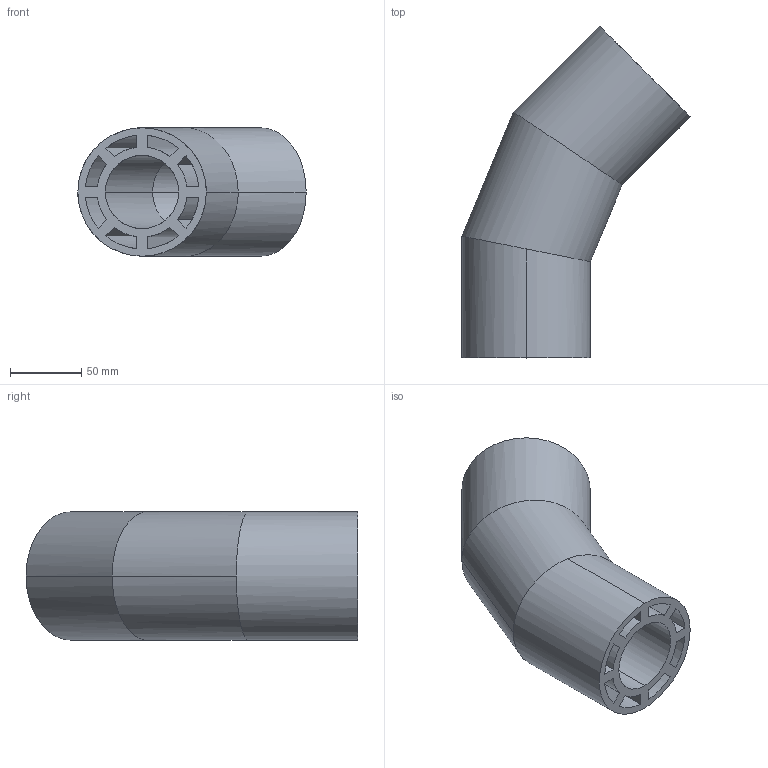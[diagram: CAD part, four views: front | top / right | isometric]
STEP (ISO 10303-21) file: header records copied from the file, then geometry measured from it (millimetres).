
FILE_DESCRIPTION (( 'STEP AP203' ), '1' );
FILE_NAME ('--7862338.STEP', '2015-03-19T18:03:26', ( 'enduser' ), ( '' ), 'SwSTEP 2.0', 'SolidWorks 2014', '' );
FILE_SCHEMA (( 'CONFIG_CONTROL_DESIGN' ));
Length unit declared in the file: inch
Products named in the file (1): --7862338
Bounding box: 159.79 x 232.27 x 89.92 mm (x, y, z)
Volume: 666314.8 mm3; surface area: 212679.5 mm2
Topology: 1 solids, 1 shells, 102 faces, 248 edges, 148 vertices
Faces by surface type: cylinder 60, plane 42
Entity records: 3011 total; most frequent: CARTESIAN_POINT 631, ORIENTED_EDGE 496, DIRECTION 450, EDGE_CURVE 248, LINE 164, VECTOR 164, VERTEX_POINT 148, AXIS2_PLACEMENT_3D 143
